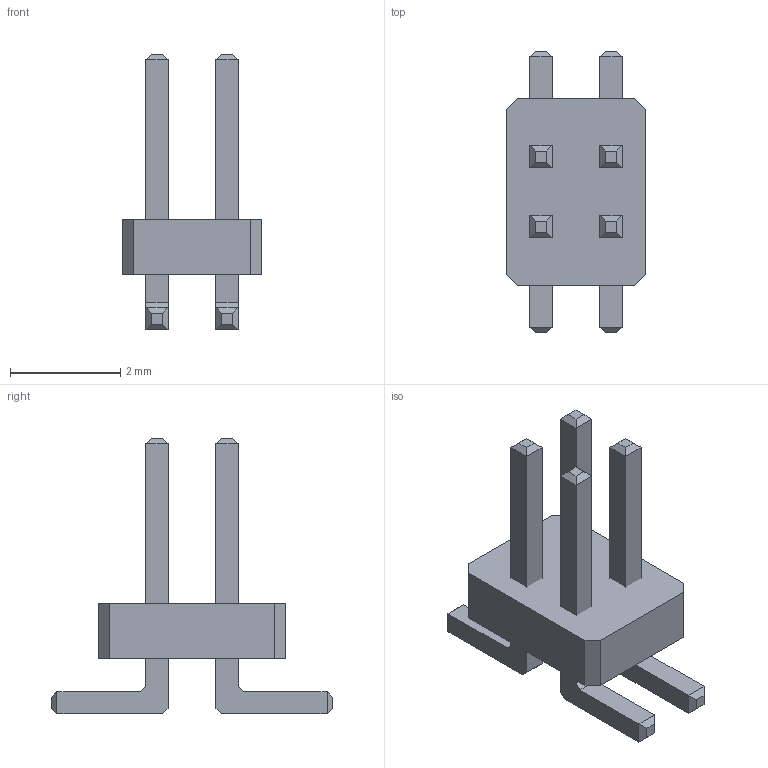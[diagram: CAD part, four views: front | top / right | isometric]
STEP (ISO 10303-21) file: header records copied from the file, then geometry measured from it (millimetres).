
FILE_DESCRIPTION(/* description */ (''),/* implementation_level */ '2;1');
FILE_NAME(/* name */ '5f9dfeb3b76e230e7e627972',/* time_stamp */ '2020-11-01T00:17:55+00:00',/* author */ (''),/* organization */ (''),/* preprocessor_version */ 'ST-DEVELOPER v16.7',/* originating_system */ $,/* authorisation */ $);
FILE_SCHEMA (('AUTOMOTIVE_DESIGN {1 0 10303 214 3 1 1}'));
Length unit declared in the file: metre
Products named in the file (5): Part 1; Part 2; Part 3; Part 4; Part 5
Bounding box: 2.54 x 5.1 x 5 mm (x, y, z)
Volume: 12.8 mm3; surface area: 71.7 mm2
Topology: 5 solids, 5 shells, 82 faces, 184 edges, 112 vertices
Faces by surface type: plane 82
Entity records: 2323 total; most frequent: CARTESIAN_POINT 383, ORIENTED_EDGE 368, DIRECTION 358, EDGE_CURVE 184, LINE 184, VECTOR 184, VERTEX_POINT 112, AXIS2_PLACEMENT_3D 87
